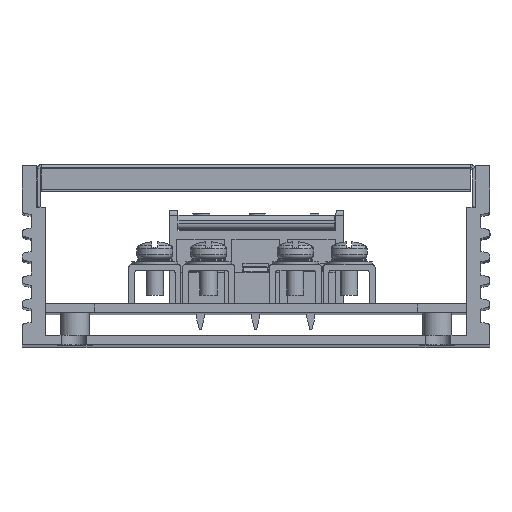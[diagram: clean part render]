
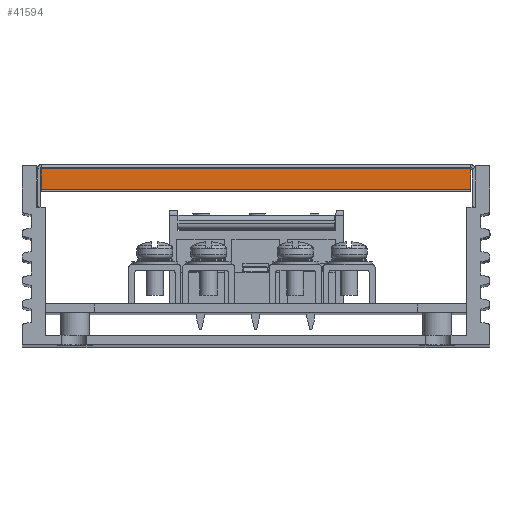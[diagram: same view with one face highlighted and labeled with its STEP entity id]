
A CAD part, top view. The second image highlights one B-rep face of the part: STEP entity #41594.
In plain terms, the highlighted face is planar.
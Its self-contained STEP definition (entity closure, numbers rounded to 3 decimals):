
#56 = EDGE_CURVE ( 'NONE', #55399, #450, #78139, .T. ) ;
#450 = VERTEX_POINT ( 'NONE', #54064 ) ;
#2241 = AXIS2_PLACEMENT_3D ( 'NONE', #11745, #86422, #46743 ) ;
#5427 = LINE ( 'NONE', #24996, #61077 ) ;
#6922 = EDGE_CURVE ( 'NONE', #55399, #94677, #53443, .T. ) ;
#11745 = CARTESIAN_POINT ( 'NONE',  ( -92.85, 0., 0. ) ) ;
#24996 = CARTESIAN_POINT ( 'NONE',  ( -92.85, 37.15, 0. ) ) ;
#27813 = CARTESIAN_POINT ( 'NONE',  ( -92.85, 0., 3.86 ) ) ;
#29120 = CARTESIAN_POINT ( 'NONE',  ( -92.85, -37.15, 0.25 ) ) ;
#31114 = EDGE_CURVE ( 'NONE', #51798, #94677, #5427, .T. ) ;
#38184 = LINE ( 'NONE', #27813, #96868 ) ;
#39610 = DIRECTION ( 'NONE',  ( 0., 0., 1. ) ) ;
#41594 = ADVANCED_FACE ( 'NONE', ( #85812 ), #114025, .F. ) ;
#46743 = DIRECTION ( 'NONE',  ( 0., 0., 1. ) ) ;
#47050 = ORIENTED_EDGE ( 'NONE', *, *, #56, .T. ) ;
#50614 = CARTESIAN_POINT ( 'NONE',  ( -92.85, -37.15, 0. ) ) ;
#51798 = VERTEX_POINT ( 'NONE', #85687 ) ;
#53443 = LINE ( 'NONE', #63210, #78658 ) ;
#54064 = CARTESIAN_POINT ( 'NONE',  ( -92.85, -37.15, 3.86 ) ) ;
#55399 = VERTEX_POINT ( 'NONE', #29120 ) ;
#57337 = EDGE_CURVE ( 'NONE', #450, #51798, #38184, .T. ) ;
#61077 = VECTOR ( 'NONE', #97246, 1000. ) ;
#63210 = CARTESIAN_POINT ( 'NONE',  ( -92.85, 37.15, 0.25 ) ) ;
#70029 = EDGE_LOOP ( 'NONE', ( #83824, #47050, #112837, #75348 ) ) ;
#75348 = ORIENTED_EDGE ( 'NONE', *, *, #31114, .T. ) ;
#78139 = LINE ( 'NONE', #50614, #81061 ) ;
#78658 = VECTOR ( 'NONE', #117796, 1000. ) ;
#81061 = VECTOR ( 'NONE', #39610, 1000. ) ;
#83824 = ORIENTED_EDGE ( 'NONE', *, *, #6922, .F. ) ;
#84709 = DIRECTION ( 'NONE',  ( 0., 1., 0. ) ) ;
#85687 = CARTESIAN_POINT ( 'NONE',  ( -92.85, 37.15, 3.86 ) ) ;
#85812 = FACE_OUTER_BOUND ( 'NONE', #70029, .T. ) ;
#86422 = DIRECTION ( 'NONE',  ( 1., 0., 0. ) ) ;
#94677 = VERTEX_POINT ( 'NONE', #100390 ) ;
#96868 = VECTOR ( 'NONE', #84709, 1000. ) ;
#97246 = DIRECTION ( 'NONE',  ( 0., 0., -1. ) ) ;
#100390 = CARTESIAN_POINT ( 'NONE',  ( -92.85, 37.15, 0.25 ) ) ;
#112837 = ORIENTED_EDGE ( 'NONE', *, *, #57337, .T. ) ;
#114025 = PLANE ( 'NONE',  #2241 ) ;
#117796 = DIRECTION ( 'NONE',  ( 0., 1., 0. ) ) ;
